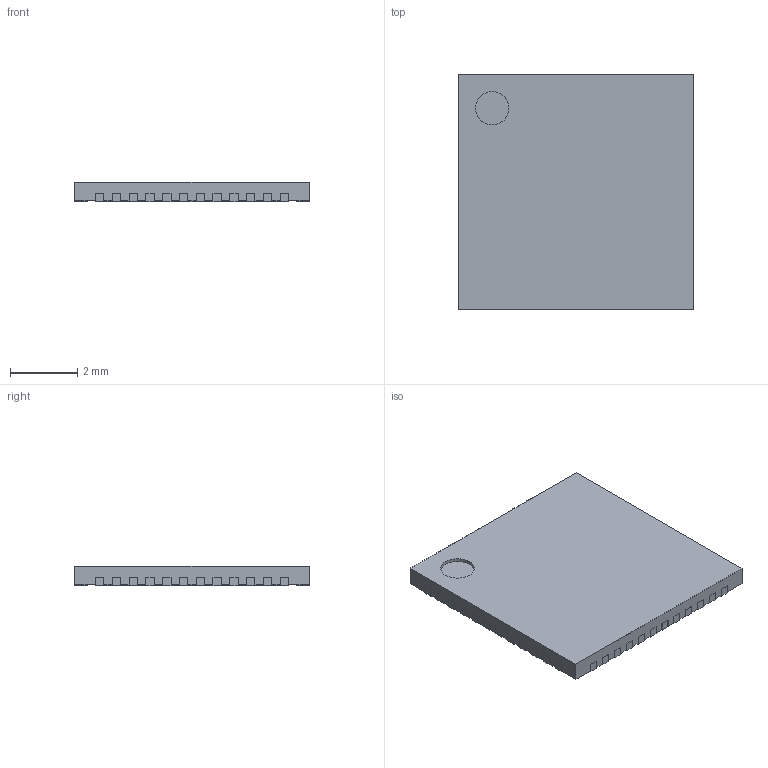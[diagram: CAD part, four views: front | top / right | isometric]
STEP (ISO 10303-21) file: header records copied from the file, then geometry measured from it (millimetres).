
FILE_DESCRIPTION(('STEP AP214'), '1');
FILE_NAME('UFQFPN48', '2014-10-25T06:31:25', (''), (''), 'ASCON STEP Converter 1.3', 'ASCON Math Kernel', '');
FILE_SCHEMA(('AUTOMOTIVE_DESIGN { 1 0 10303 214 3 1 1}'));
Length unit declared in the file: millimetre
Products named in the file (1): 1
Bounding box: 7 x 7 x 0.57 mm (x, y, z)
Volume: 27.5 mm3; surface area: 115.2 mm2
Topology: 1 solids, 1 shells, 302 faces, 894 edges, 596 vertices
Faces by surface type: plane 253, cylinder 49
Full cylindrical faces by diameter (mm): 1 x1
Entity records: 10079 total; most frequent: CARTESIAN_POINT 1792, ORIENTED_EDGE 1786, DIRECTION 1597, EDGE_CURVE 893, LINE 795, VECTOR 795, VERTEX_POINT 596, AXIS2_PLACEMENT_3D 401
